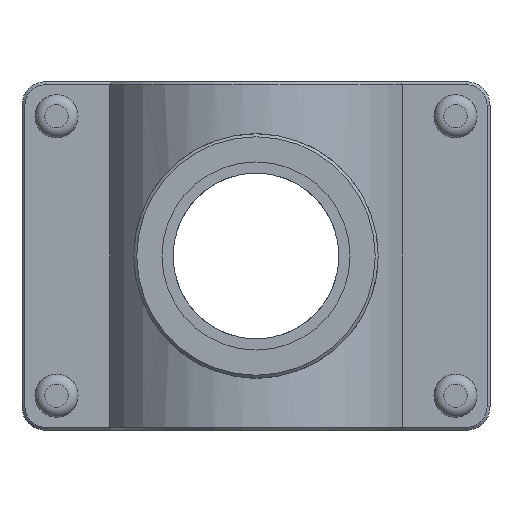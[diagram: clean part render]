
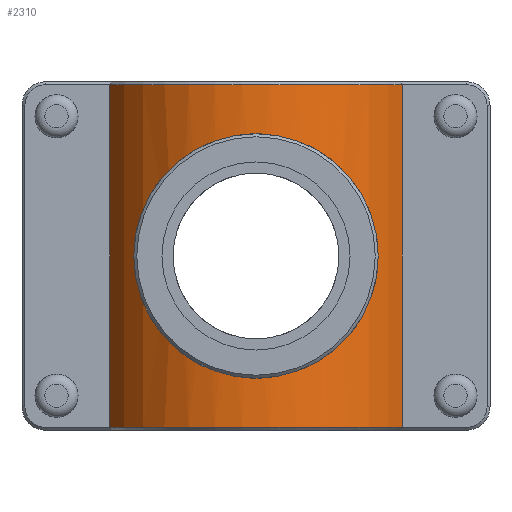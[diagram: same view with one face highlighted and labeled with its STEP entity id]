
A CAD part, front view. The second image highlights one B-rep face of the part: STEP entity #2310.
In plain terms, the highlighted cylindrical face has radius 49.5 mm (diameter 99 mm), a partial arc.
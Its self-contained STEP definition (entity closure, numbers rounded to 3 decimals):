
#165=LINE('',#4010,#353);
#166=LINE('',#4012,#354);
#353=VECTOR('',#3043,103.2);
#354=VECTOR('',#3046,103.2);
#576=CIRCLE('',#2503,49.5);
#577=CIRCLE('',#2506,49.5);
#644=FACE_BOUND('',#950,.T.);
#769=FACE_OUTER_BOUND('',#949,.T.);
#949=EDGE_LOOP('',(#1913,#1914,#1915,#1916));
#950=EDGE_LOOP('',(#1917));
#1038=B_SPLINE_CURVE_WITH_KNOTS('',3,(#3357,#3358,#3359,#3360,#3361,#3362,
#3363,#3364,#3365,#3366,#3367,#3368,#3369,#3370,#3371,#3372,#3373,#3374,
#3375,#3376,#3377,#3378,#3379,#3380,#3381,#3382,#3383,#3384,#3385,#3386,
#3387,#3388,#3389,#3390,#3391,#3392,#3393,#3394,#3395,#3396,#3397,#3398,
#3399,#3400,#3401,#3402,#3403,#3404,#3405,#3406,#3407,#3408,#3409,#3410,
#3411,#3412,#3413,#3414,#3415,#3416,#3417,#3418,#3419,#3420,#3421,#3422),
 .UNSPECIFIED.,.T.,.F.,(4,2,2,2,2,2,2,2,2,2,2,2,2,2,2,2,2,2,2,2,2,2,2,2,
2,2,2,2,2,2,2,2,4),(0.,0.481,0.963,1.444,
1.926,2.406,2.886,3.366,3.846,
4.326,4.806,5.286,5.766,6.247,
6.729,7.21,7.691,8.173,8.654,
9.136,9.617,10.097,10.577,11.057,
11.537,12.017,12.497,12.977,13.457,
13.939,14.42,14.901,15.383),
 .UNSPECIFIED.);
#1054=VERTEX_POINT('',#3356);
#1181=VERTEX_POINT('',#3950);
#1182=VERTEX_POINT('',#3955);
#1183=VERTEX_POINT('',#3962);
#1185=VERTEX_POINT('',#3971);
#1262=EDGE_CURVE('',#1054,#1054,#1038,.T.);
#1438=EDGE_CURVE('',#1181,#1182,#576,.T.);
#1444=EDGE_CURVE('',#1185,#1183,#577,.T.);
#1461=EDGE_CURVE('',#1181,#1183,#165,.T.);
#1462=EDGE_CURVE('',#1182,#1185,#166,.T.);
#1913=ORIENTED_EDGE('',*,*,#1438,.F.);
#1914=ORIENTED_EDGE('',*,*,#1461,.T.);
#1915=ORIENTED_EDGE('',*,*,#1444,.F.);
#1916=ORIENTED_EDGE('',*,*,#1462,.F.);
#1917=ORIENTED_EDGE('',*,*,#1262,.T.);
#2201=CYLINDRICAL_SURFACE('',#2521,49.5);
#2310=ADVANCED_FACE('',(#769,#644),#2201,.T.);
#2503=AXIS2_PLACEMENT_3D('',#3956,#2993,#2994);
#2506=AXIS2_PLACEMENT_3D('',#3976,#3001,#3002);
#2521=AXIS2_PLACEMENT_3D('',#4011,#3044,#3045);
#2993=DIRECTION('center_axis',(0.,0.,-1.));
#2994=DIRECTION('ref_axis',(1.,0.,0.));
#3001=DIRECTION('center_axis',(0.,0.,1.));
#3002=DIRECTION('ref_axis',(1.,0.,0.));
#3043=DIRECTION('',(0.,0.,1.));
#3044=DIRECTION('center_axis',(0.,0.,1.));
#3045=DIRECTION('ref_axis',(1.,0.,0.));
#3046=DIRECTION('',(0.,0.,1.));
#3356=CARTESIAN_POINT('',(-25.,-42.723,0.));
#3357=CARTESIAN_POINT('Ctrl Pts',(-25.,-42.723,0.));
#3358=CARTESIAN_POINT('Ctrl Pts',(-25.,-42.723,1.605));
#3359=CARTESIAN_POINT('Ctrl Pts',(-24.843,-42.816,3.252));
#3360=CARTESIAN_POINT('Ctrl Pts',(-24.195,-43.185,6.507));
#3361=CARTESIAN_POINT('Ctrl Pts',(-23.705,-43.461,8.114));
#3362=CARTESIAN_POINT('Ctrl Pts',(-22.422,-44.137,11.182));
#3363=CARTESIAN_POINT('Ctrl Pts',(-21.628,-44.537,12.645));
#3364=CARTESIAN_POINT('Ctrl Pts',(-19.804,-45.377,15.345));
#3365=CARTESIAN_POINT('Ctrl Pts',(-18.773,-45.817,16.582));
#3366=CARTESIAN_POINT('Ctrl Pts',(-16.585,-46.653,18.77));
#3367=CARTESIAN_POINT('Ctrl Pts',(-15.35,-47.081,19.8));
#3368=CARTESIAN_POINT('Ctrl Pts',(-12.649,-47.877,21.625));
#3369=CARTESIAN_POINT('Ctrl Pts',(-11.184,-48.245,22.421));
#3370=CARTESIAN_POINT('Ctrl Pts',(-8.112,-48.856,23.706));
#3371=CARTESIAN_POINT('Ctrl Pts',(-6.502,-49.098,24.197));
#3372=CARTESIAN_POINT('Ctrl Pts',(-3.246,-49.421,24.844));
#3373=CARTESIAN_POINT('Ctrl Pts',(-1.6,-49.5,25.));
#3374=CARTESIAN_POINT('Ctrl Pts',(1.6,-49.5,25.));
#3375=CARTESIAN_POINT('Ctrl Pts',(3.246,-49.421,24.844));
#3376=CARTESIAN_POINT('Ctrl Pts',(6.502,-49.098,24.197));
#3377=CARTESIAN_POINT('Ctrl Pts',(8.112,-48.856,23.706));
#3378=CARTESIAN_POINT('Ctrl Pts',(11.184,-48.245,22.421));
#3379=CARTESIAN_POINT('Ctrl Pts',(12.649,-47.877,21.625));
#3380=CARTESIAN_POINT('Ctrl Pts',(15.35,-47.081,19.8));
#3381=CARTESIAN_POINT('Ctrl Pts',(16.585,-46.653,18.77));
#3382=CARTESIAN_POINT('Ctrl Pts',(18.773,-45.817,16.582));
#3383=CARTESIAN_POINT('Ctrl Pts',(19.804,-45.377,15.345));
#3384=CARTESIAN_POINT('Ctrl Pts',(21.628,-44.537,12.645));
#3385=CARTESIAN_POINT('Ctrl Pts',(22.422,-44.137,11.182));
#3386=CARTESIAN_POINT('Ctrl Pts',(23.705,-43.461,8.114));
#3387=CARTESIAN_POINT('Ctrl Pts',(24.195,-43.185,6.507));
#3388=CARTESIAN_POINT('Ctrl Pts',(24.843,-42.816,3.252));
#3389=CARTESIAN_POINT('Ctrl Pts',(25.,-42.723,1.605));
#3390=CARTESIAN_POINT('Ctrl Pts',(25.,-42.723,-1.605));
#3391=CARTESIAN_POINT('Ctrl Pts',(24.843,-42.816,-3.252));
#3392=CARTESIAN_POINT('Ctrl Pts',(24.195,-43.185,-6.507));
#3393=CARTESIAN_POINT('Ctrl Pts',(23.705,-43.461,-8.114));
#3394=CARTESIAN_POINT('Ctrl Pts',(22.422,-44.137,-11.182));
#3395=CARTESIAN_POINT('Ctrl Pts',(21.628,-44.537,-12.645));
#3396=CARTESIAN_POINT('Ctrl Pts',(19.804,-45.377,-15.345));
#3397=CARTESIAN_POINT('Ctrl Pts',(18.773,-45.817,-16.582));
#3398=CARTESIAN_POINT('Ctrl Pts',(16.585,-46.653,-18.77));
#3399=CARTESIAN_POINT('Ctrl Pts',(15.35,-47.081,-19.8));
#3400=CARTESIAN_POINT('Ctrl Pts',(12.649,-47.877,-21.625));
#3401=CARTESIAN_POINT('Ctrl Pts',(11.184,-48.245,-22.421));
#3402=CARTESIAN_POINT('Ctrl Pts',(8.112,-48.856,-23.706));
#3403=CARTESIAN_POINT('Ctrl Pts',(6.502,-49.098,-24.197));
#3404=CARTESIAN_POINT('Ctrl Pts',(3.246,-49.421,-24.844));
#3405=CARTESIAN_POINT('Ctrl Pts',(1.6,-49.5,-25.));
#3406=CARTESIAN_POINT('Ctrl Pts',(-1.6,-49.5,-25.));
#3407=CARTESIAN_POINT('Ctrl Pts',(-3.246,-49.421,-24.844));
#3408=CARTESIAN_POINT('Ctrl Pts',(-6.502,-49.098,-24.197));
#3409=CARTESIAN_POINT('Ctrl Pts',(-8.112,-48.856,-23.706));
#3410=CARTESIAN_POINT('Ctrl Pts',(-11.184,-48.245,-22.421));
#3411=CARTESIAN_POINT('Ctrl Pts',(-12.649,-47.877,-21.625));
#3412=CARTESIAN_POINT('Ctrl Pts',(-15.35,-47.081,-19.8));
#3413=CARTESIAN_POINT('Ctrl Pts',(-16.585,-46.653,-18.77));
#3414=CARTESIAN_POINT('Ctrl Pts',(-18.773,-45.817,-16.582));
#3415=CARTESIAN_POINT('Ctrl Pts',(-19.804,-45.377,-15.345));
#3416=CARTESIAN_POINT('Ctrl Pts',(-21.628,-44.537,-12.645));
#3417=CARTESIAN_POINT('Ctrl Pts',(-22.422,-44.137,-11.182));
#3418=CARTESIAN_POINT('Ctrl Pts',(-23.705,-43.461,-8.114));
#3419=CARTESIAN_POINT('Ctrl Pts',(-24.195,-43.185,-6.507));
#3420=CARTESIAN_POINT('Ctrl Pts',(-24.843,-42.816,-3.252));
#3421=CARTESIAN_POINT('Ctrl Pts',(-25.,-42.723,-1.605));
#3422=CARTESIAN_POINT('Ctrl Pts',(-25.,-42.723,0.));
#3950=CARTESIAN_POINT('',(44.091,-22.5,-51.6));
#3955=CARTESIAN_POINT('',(-44.091,-22.5,-51.6));
#3956=CARTESIAN_POINT('Origin',(0.,0.,-51.6));
#3962=CARTESIAN_POINT('',(44.091,-22.5,51.6));
#3971=CARTESIAN_POINT('',(-44.091,-22.5,51.6));
#3976=CARTESIAN_POINT('Origin',(0.,0.,51.6));
#4010=CARTESIAN_POINT('',(44.091,-22.5,0.));
#4011=CARTESIAN_POINT('Origin',(0.,0.,0.));
#4012=CARTESIAN_POINT('',(-44.091,-22.5,0.));
